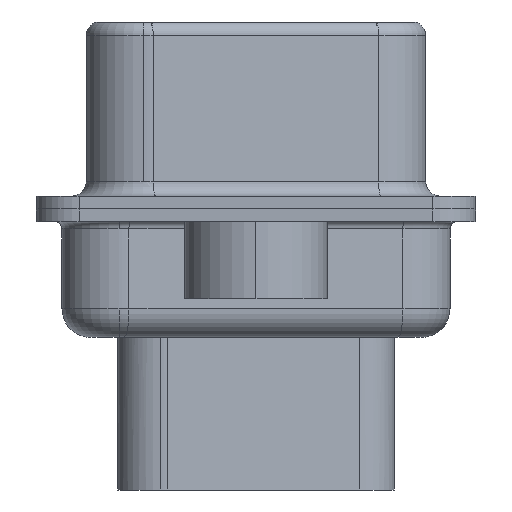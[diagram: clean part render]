
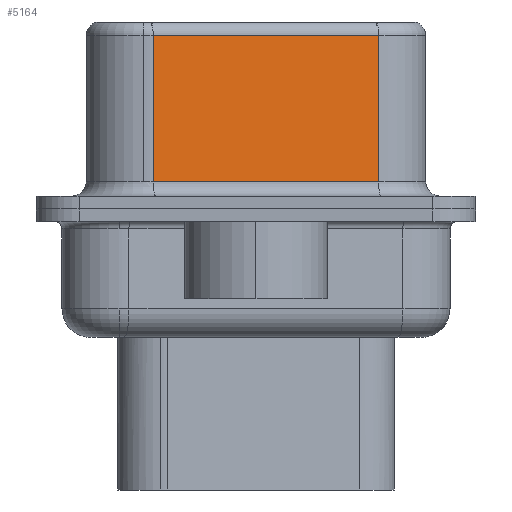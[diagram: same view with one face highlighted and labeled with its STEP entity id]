
A CAD part, left-side view. The second image highlights one B-rep face of the part: STEP entity #5164.
In plain terms, the highlighted planar face has unit normal (-0.985, -0.174, 0).
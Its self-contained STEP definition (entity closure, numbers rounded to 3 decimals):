
#1696 = LINE ( 'NONE', #13903, #26402 ) ;
#2386 = EDGE_CURVE ( 'NONE', #31618, #9508, #1696, .T. ) ;
#5164 = ADVANCED_FACE ( 'NONE', ( #30134 ), #17766, .F. ) ;
#5909 = ORIENTED_EDGE ( 'NONE', *, *, #7101, .T. ) ;
#7101 = EDGE_CURVE ( 'NONE', #31618, #27330, #8584, .T. ) ;
#8584 = LINE ( 'NONE', #16431, #22165 ) ;
#8915 = DIRECTION ( 'NONE',  ( 0., 0., -1. ) ) ;
#9508 = VERTEX_POINT ( 'NONE', #24838 ) ;
#11546 = DIRECTION ( 'NONE',  ( 0., 0., -1. ) ) ;
#11579 = EDGE_CURVE ( 'NONE', #27330, #30859, #15460, .T. ) ;
#12950 = DIRECTION ( 'NONE',  ( -0.174, 0.985, 0. ) ) ;
#13079 = ORIENTED_EDGE ( 'NONE', *, *, #21109, .T. ) ;
#13903 = CARTESIAN_POINT ( 'NONE',  ( 5.128, -4.297, 6.57 ) ) ;
#14439 = CARTESIAN_POINT ( 'NONE',  ( 3.735, 3.603, 6.57 ) ) ;
#14611 = CARTESIAN_POINT ( 'NONE',  ( 5.128, -4.297, 0.95 ) ) ;
#15112 = VECTOR ( 'NONE', #11546, 1000. ) ;
#15360 = DIRECTION ( 'NONE',  ( 0.985, 0.174, 0. ) ) ;
#15460 = LINE ( 'NONE', #14439, #15112 ) ;
#16115 = CARTESIAN_POINT ( 'NONE',  ( 3.735, 3.603, 6.07 ) ) ;
#16431 = CARTESIAN_POINT ( 'NONE',  ( 5.128, -4.297, 6.07 ) ) ;
#17766 = PLANE ( 'NONE',  #28458 ) ;
#20771 = EDGE_LOOP ( 'NONE', ( #23743, #5909, #31176, #13079 ) ) ;
#21109 = EDGE_CURVE ( 'NONE', #30859, #9508, #26807, .T. ) ;
#21474 = VECTOR ( 'NONE', #29243, 1000. ) ;
#22097 = CARTESIAN_POINT ( 'NONE',  ( 5.128, -4.297, 6.57 ) ) ;
#22165 = VECTOR ( 'NONE', #23652, 1000. ) ;
#23652 = DIRECTION ( 'NONE',  ( -0.174, 0.985, 0. ) ) ;
#23715 = CARTESIAN_POINT ( 'NONE',  ( 5.128, -4.297, 6.07 ) ) ;
#23743 = ORIENTED_EDGE ( 'NONE', *, *, #2386, .F. ) ;
#24838 = CARTESIAN_POINT ( 'NONE',  ( 5.128, -4.297, 0.95 ) ) ;
#26402 = VECTOR ( 'NONE', #8915, 1000. ) ;
#26807 = LINE ( 'NONE', #14611, #21474 ) ;
#27330 = VERTEX_POINT ( 'NONE', #16115 ) ;
#28458 = AXIS2_PLACEMENT_3D ( 'NONE', #22097, #15360, #12950 ) ;
#29243 = DIRECTION ( 'NONE',  ( 0.174, -0.985, 0. ) ) ;
#30134 = FACE_OUTER_BOUND ( 'NONE', #20771, .T. ) ;
#30859 = VERTEX_POINT ( 'NONE', #31615 ) ;
#31176 = ORIENTED_EDGE ( 'NONE', *, *, #11579, .T. ) ;
#31615 = CARTESIAN_POINT ( 'NONE',  ( 3.735, 3.603, 0.95 ) ) ;
#31618 = VERTEX_POINT ( 'NONE', #23715 ) ;
